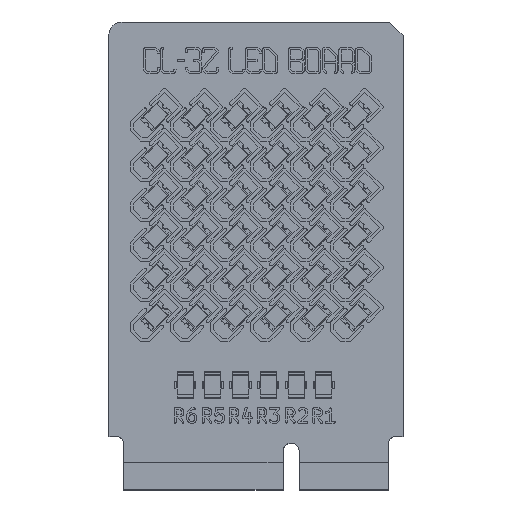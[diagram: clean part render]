
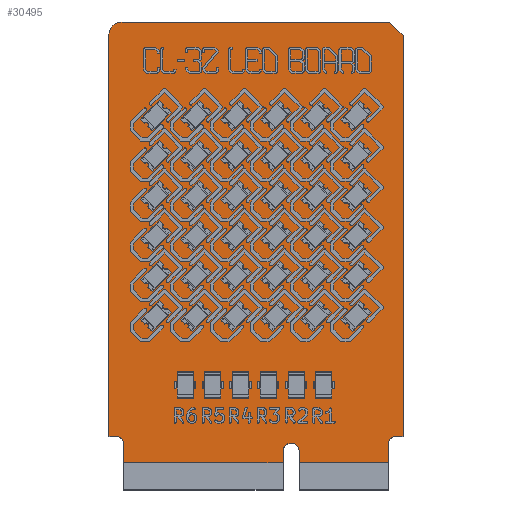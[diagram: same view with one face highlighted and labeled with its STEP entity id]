
A CAD part, top view. The second image highlights one B-rep face of the part: STEP entity #30495.
In plain terms, the highlighted planar face has unit normal (0, 0, 1).
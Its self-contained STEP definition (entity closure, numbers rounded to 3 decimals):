
#30495 = ADVANCED_FACE('',(#30496),#30694,.T.);
#30496 = FACE_BOUND('',#30497,.F.);
#30497 = EDGE_LOOP('',(#30498,#30509,#30517,#30525,#30533,#30541,#30549,
    #30557,#30566,#30574,#30582,#30590,#30598,#30606,#30615,#30623,
    #30631,#30639,#30647,#30655,#30664,#30672,#30680,#30688));
#30498 = ORIENTED_EDGE('',*,*,#30499,.T.);
#30499 = EDGE_CURVE('',#30500,#30502,#30504,.T.);
#30500 = VERTEX_POINT('',#30501);
#30501 = CARTESIAN_POINT('',(-10.998,16.598,0.76));
#30502 = VERTEX_POINT('',#30503);
#30503 = CARTESIAN_POINT('',(-10.098,17.498,0.76));
#30504 = CIRCLE('',#30505,1.002);
#30505 = AXIS2_PLACEMENT_3D('',#30506,#30507,#30508);
#30506 = CARTESIAN_POINT('',(-10.,16.5,0.76));
#30507 = DIRECTION('',(0.,0.,-1.));
#30508 = DIRECTION('',(-0.995,0.098,0.));
#30509 = ORIENTED_EDGE('',*,*,#30510,.T.);
#30510 = EDGE_CURVE('',#30502,#30511,#30513,.T.);
#30511 = VERTEX_POINT('',#30512);
#30512 = CARTESIAN_POINT('',(-10.,17.5,0.76));
#30513 = LINE('',#30514,#30515);
#30514 = CARTESIAN_POINT('',(-10.098,17.498,0.76));
#30515 = VECTOR('',#30516,1.);
#30516 = DIRECTION('',(1.,0.024,0.));
#30517 = ORIENTED_EDGE('',*,*,#30518,.T.);
#30518 = EDGE_CURVE('',#30511,#30519,#30521,.T.);
#30519 = VERTEX_POINT('',#30520);
#30520 = CARTESIAN_POINT('',(10.,17.5,0.76));
#30521 = LINE('',#30522,#30523);
#30522 = CARTESIAN_POINT('',(-10.,17.5,0.76));
#30523 = VECTOR('',#30524,1.);
#30524 = DIRECTION('',(1.,0.,0.));
#30525 = ORIENTED_EDGE('',*,*,#30526,.T.);
#30526 = EDGE_CURVE('',#30519,#30527,#30529,.T.);
#30527 = VERTEX_POINT('',#30528);
#30528 = CARTESIAN_POINT('',(11.,16.5,0.76));
#30529 = LINE('',#30530,#30531);
#30530 = CARTESIAN_POINT('',(10.,17.5,0.76));
#30531 = VECTOR('',#30532,1.);
#30532 = DIRECTION('',(0.707,-0.707,0.));
#30533 = ORIENTED_EDGE('',*,*,#30534,.T.);
#30534 = EDGE_CURVE('',#30527,#30535,#30537,.T.);
#30535 = VERTEX_POINT('',#30536);
#30536 = CARTESIAN_POINT('',(11.,-13.5,0.76));
#30537 = LINE('',#30538,#30539);
#30538 = CARTESIAN_POINT('',(11.,16.5,0.76));
#30539 = VECTOR('',#30540,1.);
#30540 = DIRECTION('',(0.,-1.,0.));
#30541 = ORIENTED_EDGE('',*,*,#30542,.T.);
#30542 = EDGE_CURVE('',#30535,#30543,#30545,.T.);
#30543 = VERTEX_POINT('',#30544);
#30544 = CARTESIAN_POINT('',(10.425,-13.5,0.76));
#30545 = LINE('',#30546,#30547);
#30546 = CARTESIAN_POINT('',(11.,-13.5,0.76));
#30547 = VECTOR('',#30548,1.);
#30548 = DIRECTION('',(-1.,0.,0.));
#30549 = ORIENTED_EDGE('',*,*,#30550,.T.);
#30550 = EDGE_CURVE('',#30543,#30551,#30553,.T.);
#30551 = VERTEX_POINT('',#30552);
#30552 = CARTESIAN_POINT('',(10.359,-13.502,0.76));
#30553 = LINE('',#30554,#30555);
#30554 = CARTESIAN_POINT('',(10.425,-13.5,0.76));
#30555 = VECTOR('',#30556,1.);
#30556 = DIRECTION('',(-0.999,-0.033,0.));
#30557 = ORIENTED_EDGE('',*,*,#30558,.T.);
#30558 = EDGE_CURVE('',#30551,#30559,#30561,.T.);
#30559 = VERTEX_POINT('',#30560);
#30560 = CARTESIAN_POINT('',(9.927,-13.934,0.76));
#30561 = CIRCLE('',#30562,0.502);
#30562 = AXIS2_PLACEMENT_3D('',#30563,#30564,#30565);
#30563 = CARTESIAN_POINT('',(10.425,-14.,0.76));
#30564 = DIRECTION('',(0.,0.,1.));
#30565 = DIRECTION('',(-0.131,0.991,0.));
#30566 = ORIENTED_EDGE('',*,*,#30567,.T.);
#30567 = EDGE_CURVE('',#30559,#30568,#30570,.T.);
#30568 = VERTEX_POINT('',#30569);
#30569 = CARTESIAN_POINT('',(9.925,-14.,0.76));
#30570 = LINE('',#30571,#30572);
#30571 = CARTESIAN_POINT('',(9.927,-13.934,0.76));
#30572 = VECTOR('',#30573,1.);
#30573 = DIRECTION('',(-0.033,-0.999,0.));
#30574 = ORIENTED_EDGE('',*,*,#30575,.T.);
#30575 = EDGE_CURVE('',#30568,#30576,#30578,.T.);
#30576 = VERTEX_POINT('',#30577);
#30577 = CARTESIAN_POINT('',(9.925,-15.45,0.76));
#30578 = LINE('',#30579,#30580);
#30579 = CARTESIAN_POINT('',(9.925,-14.,0.76));
#30580 = VECTOR('',#30581,1.);
#30581 = DIRECTION('',(0.,-1.,0.));
#30582 = ORIENTED_EDGE('',*,*,#30583,.T.);
#30583 = EDGE_CURVE('',#30576,#30584,#30586,.T.);
#30584 = VERTEX_POINT('',#30585);
#30585 = CARTESIAN_POINT('',(3.225,-15.45,0.76));
#30586 = LINE('',#30587,#30588);
#30587 = CARTESIAN_POINT('',(9.925,-15.45,0.76));
#30588 = VECTOR('',#30589,1.);
#30589 = DIRECTION('',(-1.,0.,0.));
#30590 = ORIENTED_EDGE('',*,*,#30591,.T.);
#30591 = EDGE_CURVE('',#30584,#30592,#30594,.T.);
#30592 = VERTEX_POINT('',#30593);
#30593 = CARTESIAN_POINT('',(3.225,-14.6,0.76));
#30594 = LINE('',#30595,#30596);
#30595 = CARTESIAN_POINT('',(3.225,-15.45,0.76));
#30596 = VECTOR('',#30597,1.);
#30597 = DIRECTION('',(0.,1.,0.));
#30598 = ORIENTED_EDGE('',*,*,#30599,.T.);
#30599 = EDGE_CURVE('',#30592,#30600,#30602,.T.);
#30600 = VERTEX_POINT('',#30601);
#30601 = CARTESIAN_POINT('',(3.222,-14.521,0.76));
#30602 = LINE('',#30603,#30604);
#30603 = CARTESIAN_POINT('',(3.225,-14.6,0.76));
#30604 = VECTOR('',#30605,1.);
#30605 = DIRECTION('',(-0.033,0.999,0.));
#30606 = ORIENTED_EDGE('',*,*,#30607,.T.);
#30607 = EDGE_CURVE('',#30600,#30608,#30610,.T.);
#30608 = VERTEX_POINT('',#30609);
#30609 = CARTESIAN_POINT('',(2.028,-14.521,0.76));
#30610 = CIRCLE('',#30611,0.603);
#30611 = AXIS2_PLACEMENT_3D('',#30612,#30613,#30614);
#30612 = CARTESIAN_POINT('',(2.625,-14.6,0.76));
#30613 = DIRECTION('',(0.,0.,1.));
#30614 = DIRECTION('',(0.991,0.131,-0.));
#30615 = ORIENTED_EDGE('',*,*,#30616,.T.);
#30616 = EDGE_CURVE('',#30608,#30617,#30619,.T.);
#30617 = VERTEX_POINT('',#30618);
#30618 = CARTESIAN_POINT('',(2.025,-14.6,0.76));
#30619 = LINE('',#30620,#30621);
#30620 = CARTESIAN_POINT('',(2.028,-14.521,0.76));
#30621 = VECTOR('',#30622,1.);
#30622 = DIRECTION('',(-0.033,-0.999,0.));
#30623 = ORIENTED_EDGE('',*,*,#30624,.T.);
#30624 = EDGE_CURVE('',#30617,#30625,#30627,.T.);
#30625 = VERTEX_POINT('',#30626);
#30626 = CARTESIAN_POINT('',(2.025,-15.45,0.76));
#30627 = LINE('',#30628,#30629);
#30628 = CARTESIAN_POINT('',(2.025,-14.6,0.76));
#30629 = VECTOR('',#30630,1.);
#30630 = DIRECTION('',(0.,-1.,0.));
#30631 = ORIENTED_EDGE('',*,*,#30632,.T.);
#30632 = EDGE_CURVE('',#30625,#30633,#30635,.T.);
#30633 = VERTEX_POINT('',#30634);
#30634 = CARTESIAN_POINT('',(-9.925,-15.45,0.76));
#30635 = LINE('',#30636,#30637);
#30636 = CARTESIAN_POINT('',(2.025,-15.45,0.76));
#30637 = VECTOR('',#30638,1.);
#30638 = DIRECTION('',(-1.,0.,0.));
#30639 = ORIENTED_EDGE('',*,*,#30640,.T.);
#30640 = EDGE_CURVE('',#30633,#30641,#30643,.T.);
#30641 = VERTEX_POINT('',#30642);
#30642 = CARTESIAN_POINT('',(-9.925,-14.,0.76));
#30643 = LINE('',#30644,#30645);
#30644 = CARTESIAN_POINT('',(-9.925,-15.45,0.76));
#30645 = VECTOR('',#30646,1.);
#30646 = DIRECTION('',(0.,1.,0.));
#30647 = ORIENTED_EDGE('',*,*,#30648,.T.);
#30648 = EDGE_CURVE('',#30641,#30649,#30651,.T.);
#30649 = VERTEX_POINT('',#30650);
#30650 = CARTESIAN_POINT('',(-9.927,-13.934,0.76));
#30651 = LINE('',#30652,#30653);
#30652 = CARTESIAN_POINT('',(-9.925,-14.,0.76));
#30653 = VECTOR('',#30654,1.);
#30654 = DIRECTION('',(-0.033,0.999,0.));
#30655 = ORIENTED_EDGE('',*,*,#30656,.T.);
#30656 = EDGE_CURVE('',#30649,#30657,#30659,.T.);
#30657 = VERTEX_POINT('',#30658);
#30658 = CARTESIAN_POINT('',(-10.359,-13.502,0.76));
#30659 = CIRCLE('',#30660,0.502);
#30660 = AXIS2_PLACEMENT_3D('',#30661,#30662,#30663);
#30661 = CARTESIAN_POINT('',(-10.425,-14.,0.76));
#30662 = DIRECTION('',(0.,0.,1.));
#30663 = DIRECTION('',(0.991,0.131,-0.));
#30664 = ORIENTED_EDGE('',*,*,#30665,.T.);
#30665 = EDGE_CURVE('',#30657,#30666,#30668,.T.);
#30666 = VERTEX_POINT('',#30667);
#30667 = CARTESIAN_POINT('',(-10.425,-13.5,0.76));
#30668 = LINE('',#30669,#30670);
#30669 = CARTESIAN_POINT('',(-10.359,-13.502,0.76));
#30670 = VECTOR('',#30671,1.);
#30671 = DIRECTION('',(-0.999,0.033,0.));
#30672 = ORIENTED_EDGE('',*,*,#30673,.T.);
#30673 = EDGE_CURVE('',#30666,#30674,#30676,.T.);
#30674 = VERTEX_POINT('',#30675);
#30675 = CARTESIAN_POINT('',(-11.,-13.5,0.76));
#30676 = LINE('',#30677,#30678);
#30677 = CARTESIAN_POINT('',(-10.425,-13.5,0.76));
#30678 = VECTOR('',#30679,1.);
#30679 = DIRECTION('',(-1.,0.,0.));
#30680 = ORIENTED_EDGE('',*,*,#30681,.T.);
#30681 = EDGE_CURVE('',#30674,#30682,#30684,.T.);
#30682 = VERTEX_POINT('',#30683);
#30683 = CARTESIAN_POINT('',(-11.,16.5,0.76));
#30684 = LINE('',#30685,#30686);
#30685 = CARTESIAN_POINT('',(-11.,-13.5,0.76));
#30686 = VECTOR('',#30687,1.);
#30687 = DIRECTION('',(0.,1.,0.));
#30688 = ORIENTED_EDGE('',*,*,#30689,.T.);
#30689 = EDGE_CURVE('',#30682,#30500,#30690,.T.);
#30690 = LINE('',#30691,#30692);
#30691 = CARTESIAN_POINT('',(-11.,16.5,0.76));
#30692 = VECTOR('',#30693,1.);
#30693 = DIRECTION('',(0.024,1.,0.));
#30694 = PLANE('',#30695);
#30695 = AXIS2_PLACEMENT_3D('',#30696,#30697,#30698);
#30696 = CARTESIAN_POINT('',(0.,0.,0.76));
#30697 = DIRECTION('',(0.,0.,1.));
#30698 = DIRECTION('',(1.,0.,-0.));
